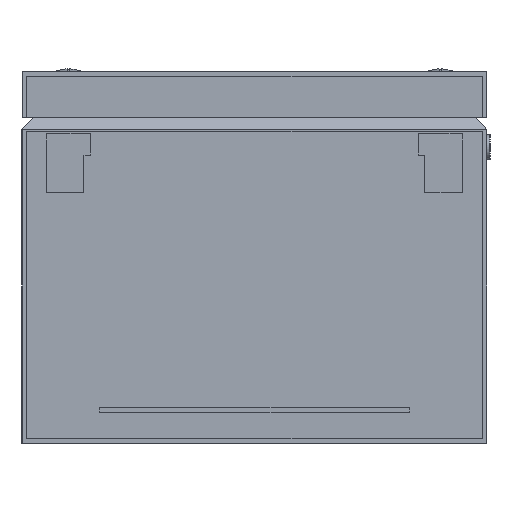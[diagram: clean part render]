
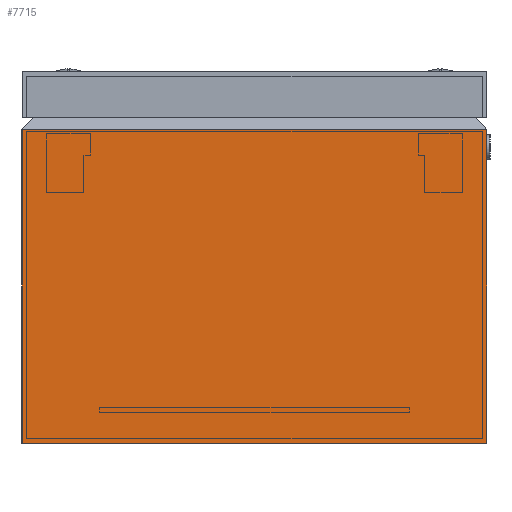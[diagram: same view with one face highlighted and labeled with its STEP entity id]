
A CAD part, left-side view. The second image highlights one B-rep face of the part: STEP entity #7715.
In plain terms, the highlighted planar face has unit normal (-1, 0, 0).
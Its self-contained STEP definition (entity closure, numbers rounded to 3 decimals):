
#95 = CARTESIAN_POINT ( 'NONE',  ( 0., 150., 101.167 ) ) ;
#276 = ORIENTED_EDGE ( 'NONE', *, *, #4750, .F. ) ;
#437 = AXIS2_PLACEMENT_3D ( 'NONE', #6551, #10087, #8221 ) ;
#563 = LINE ( 'NONE', #12663, #14399 ) ;
#1315 = VERTEX_POINT ( 'NONE', #4367 ) ;
#1629 = VERTEX_POINT ( 'NONE', #95 ) ;
#1786 = ORIENTED_EDGE ( 'NONE', *, *, #17589, .T. ) ;
#2129 = VECTOR ( 'NONE', #12940, 1000. ) ;
#3269 = PLANE ( 'NONE',  #437 ) ;
#3746 = CARTESIAN_POINT ( 'NONE',  ( 0., 0., 0. ) ) ;
#4367 = CARTESIAN_POINT ( 'NONE',  ( 0., 150., 0. ) ) ;
#4750 = EDGE_CURVE ( 'NONE', #13928, #1315, #14665, .T. ) ;
#4908 = DIRECTION ( 'NONE',  ( 0., 1., 0. ) ) ;
#5277 = FACE_OUTER_BOUND ( 'NONE', #19964, .T. ) ;
#6551 = CARTESIAN_POINT ( 'NONE',  ( 0., 0., 0. ) ) ;
#7176 = LINE ( 'NONE', #19590, #18397 ) ;
#7715 = ADVANCED_FACE ( 'NONE', ( #5277 ), #3269, .T. ) ;
#8221 = DIRECTION ( 'NONE',  ( 0., 0., 1. ) ) ;
#10087 = DIRECTION ( 'NONE',  ( -1., 0., 0. ) ) ;
#10256 = ORIENTED_EDGE ( 'NONE', *, *, #14340, .T. ) ;
#11645 = ORIENTED_EDGE ( 'NONE', *, *, #15682, .F. ) ;
#12044 = LINE ( 'NONE', #15340, #20920 ) ;
#12545 = DIRECTION ( 'NONE',  ( 0., 0., 1. ) ) ;
#12663 = CARTESIAN_POINT ( 'NONE',  ( 0., 0., 0. ) ) ;
#12940 = DIRECTION ( 'NONE',  ( 0., 1., 0. ) ) ;
#13928 = VERTEX_POINT ( 'NONE', #3746 ) ;
#13993 = DIRECTION ( 'NONE',  ( 0., 0., 1. ) ) ;
#14340 = EDGE_CURVE ( 'NONE', #13928, #22219, #563, .T. ) ;
#14399 = VECTOR ( 'NONE', #12545, 1000. ) ;
#14665 = LINE ( 'NONE', #21608, #2129 ) ;
#15340 = CARTESIAN_POINT ( 'NONE',  ( 0., 0., 101.167 ) ) ;
#15462 = CARTESIAN_POINT ( 'NONE',  ( 0., 0., 101.167 ) ) ;
#15682 = EDGE_CURVE ( 'NONE', #1315, #1629, #7176, .T. ) ;
#17589 = EDGE_CURVE ( 'NONE', #22219, #1629, #12044, .T. ) ;
#18397 = VECTOR ( 'NONE', #13993, 1000. ) ;
#19590 = CARTESIAN_POINT ( 'NONE',  ( 0., 150., 0. ) ) ;
#19964 = EDGE_LOOP ( 'NONE', ( #1786, #11645, #276, #10256 ) ) ;
#20920 = VECTOR ( 'NONE', #4908, 1000. ) ;
#21608 = CARTESIAN_POINT ( 'NONE',  ( 0., 0., 0. ) ) ;
#22219 = VERTEX_POINT ( 'NONE', #15462 ) ;
